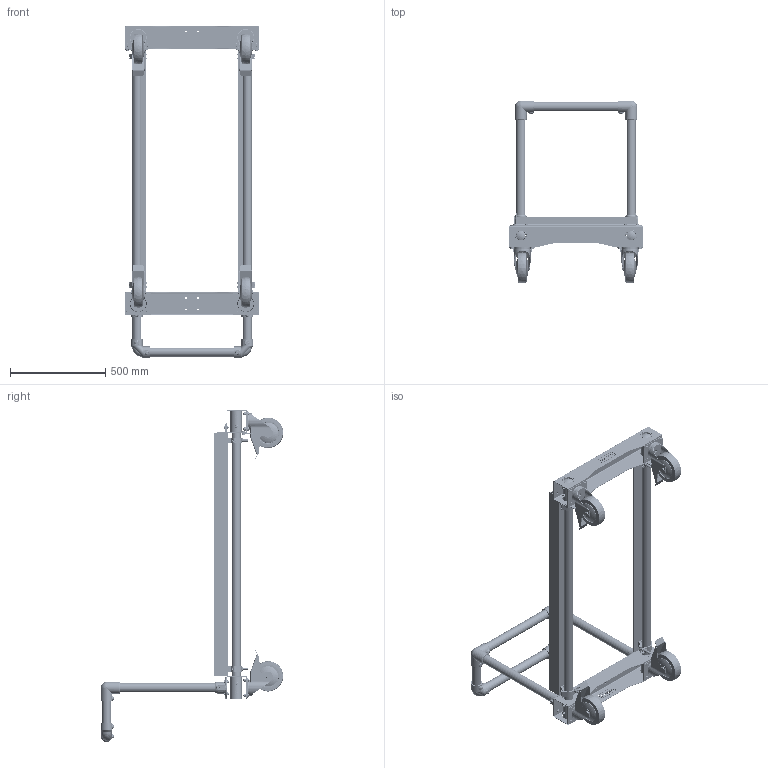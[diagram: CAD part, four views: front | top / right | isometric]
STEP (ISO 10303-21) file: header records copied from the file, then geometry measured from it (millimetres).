
FILE_DESCRIPTION (( 'STEP AP214' ), '1' );
FILE_NAME ('T54268.STEP', '2023-06-08T14:16:31', ( '' ), ( '' ), 'SwSTEP 2.0', 'SolidWorks 2022', '' );
FILE_SCHEMA (( 'AUTOMOTIVE_DESIGN' ));
Length unit declared in the file: millimetre
Products named in the file (43): B Washer_Bright washer BS 4320 - M10 (Form B); F791; TH4793; Hex Nut Style 1 GradeAB_Doughty Fastners_Hexagon Nut ISO - 4032 - M12 - D - S; B Washer_Bright washer BS 4320 - M8 (Form B); Hex Screw GradeC_Doughty Fastners_ISO 4018 - M8 x 20-WS; TH4791; TH3285; TH2005_TH2005 - 30MM WIDE; TH4792; TH3284; S3669; T13100; G3501_1.52M TROLLEY (For T54268); TH566; T54268; F936; T78005; T19300; A Washer_Bright washer BS 4320 - M10 (Form A); TH257_TH384; T24000_600 LG; TH640_TH642; A Washer_Bright washer BS 4320 - M12 (Form A); T12800; TH3282; Hex Screw GradeC_Doughty Fastners_BS EN 24018 - M8 x 16-WS; T12500; Binx Nut_M10 REDUCED; TH2006_TH2006 - 30MM WIDE; T24000_200 LG; T58080; T13300_T13301; SW3dPS-nyloc nut, st stl a2 iso_M10 NYLOC; T24000_500 LG; TH3283; Hex Screw GradeC_Doughty Fastners_BS EN 24018 - M8 x 20-WS; TH4790; Hex Screw GradeC_Doughty Fastners_BS EN 24018 - M10 x 25-WS; T24000_1500 LG
Assembly tree (185 placements, depth 4):
  T54268
    G3501_1.52M TROLLEY (For T54268)
      TH3282  x2
        TH3283
        TH3284
        TH3285
      T19300  x8
      S3669  x4
      B Washer_Bright washer BS 4320 - M10 (Form B)  x32
      Hex Screw GradeC_Doughty Fastners_BS EN 24018 - M10 x 25-WS  x16
      SW3dPS-nyloc nut, st stl a2 iso_M10 NYLOC  x16
    T24000_1500 LG  x2
    TH4793
      Hex Screw GradeC_Doughty Fastners_BS EN 24018 - M8 x 16-WS  x4
      B Washer_Bright washer BS 4320 - M8 (Form B)  x4
      F936  x4
      TH4790  x2
    TH4791
    TH4792  x2
    T58080  x4
      TH640_TH642
        TH2006_TH2006 - 30MM WIDE
      TH257_TH384
        TH2005_TH2005 - 30MM WIDE
      F791
      T78005
        TH566
        A Washer_Bright washer BS 4320 - M12 (Form A)
        Hex Nut Style 1 GradeAB_Doughty Fastners_Hexagon Nut ISO - 4032 - M12 - D - S
    Binx Nut_M10 REDUCED  x4
    Hex Screw GradeC_Doughty Fastners_BS EN 24018 - M10 x 25-WS  x4
    T13100  x2
      T13100
      T19300
    B Washer_Bright washer BS 4320 - M8 (Form B)  x10
    Hex Screw GradeC_Doughty Fastners_BS EN 24018 - M8 x 20-WS  x8
    F936  x10
    T24000_600 LG  x2
    T24000_200 LG  x2
    T12500  x2
      T12500
      T19300
    T24000_500 LG  x2
    Hex Screw GradeC_Doughty Fastners_ISO 4018 - M8 x 20-WS  x2
    T12800  x2
      T12800
      T19300
    A Washer_Bright washer BS 4320 - M10 (Form A)  x4
    T13300_T13301  x4
Bounding box: 700 x 959.65 x 1744.95 mm (x, y, z)
Volume: 13826183.1 mm3; surface area: 4962392.7 mm2
Topology: 207 solids, 219 shells, 10425 faces, 26509 edges, 16594 vertices
Faces by surface type: cylinder 3895, cone 3176, plane 2816, torus 388, bspline 126, sphere 24
Entity records: 69849 total; most frequent: CARTESIAN_POINT 16960, DIRECTION 11201, ORIENTED_EDGE 10276, EDGE_CURVE 5138, AXIS2_PLACEMENT_3D 4315, VERTEX_POINT 3260, LINE 2571, VECTOR 2571
